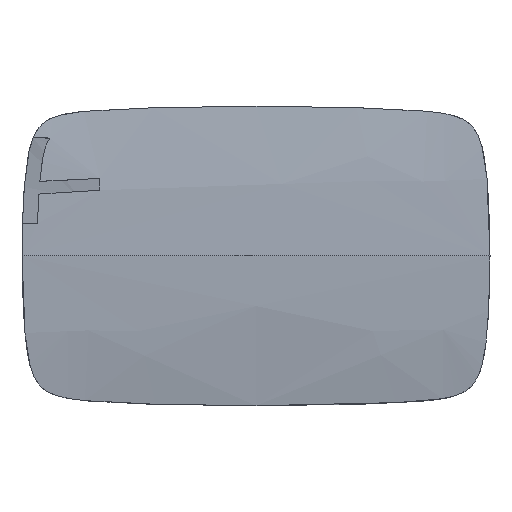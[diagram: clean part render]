
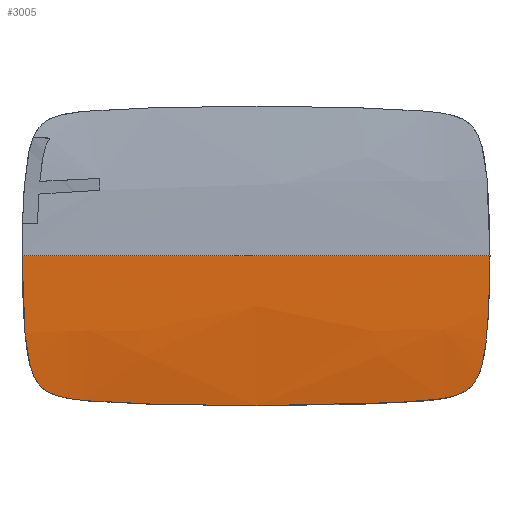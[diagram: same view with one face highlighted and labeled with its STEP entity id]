
A CAD part, top view. The second image highlights one B-rep face of the part: STEP entity #3005.
In plain terms, the highlighted free-form (B-spline) face has degree [3, 1] with [11, 2] control points.
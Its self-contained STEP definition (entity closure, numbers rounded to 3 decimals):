
#2606 = VERTEX_POINT('',#2607);
#2607 = CARTESIAN_POINT('',(0.,0.,
    7.237));
#2750 = VERTEX_POINT('',#2751);
#2751 = CARTESIAN_POINT('',(88.514,0.,
    7.237));
#2904 = VERTEX_POINT('',#2905);
#2905 = CARTESIAN_POINT('',(44.257,-28.325,
    4.92));
#2910 = EDGE_CURVE('',#2904,#2750,#2911,.T.);
#2911 = B_SPLINE_CURVE_WITH_KNOTS('',3,(#2912,#2913,#2914,#2915,#2916,
    #2917,#2918,#2919,#2920,#2921,#2922,#2923,#2924,#2925,#2926,#2927,
    #2928,#2929,#2930,#2931,#2932,#2933,#2934,#2935,#2936,#2937,#2938,
    #2939,#2940,#2941,#2942,#2943,#2944,#2945,#2946,#2947,#2948,#2949),
  .UNSPECIFIED.,.F.,.F.,(4,2,2,2,2,2,2,2,2,2,2,2,2,2,2,2,2,2,4),(
    -0.021,-0.009,-0.003,
    0.,0.003,0.004,
    0.006,0.006,0.007,
    0.008,0.009,0.009,
    0.01,0.011,0.013,
    0.014,0.017,0.02,
    0.026),.UNSPECIFIED.);
#2912 = CARTESIAN_POINT('',(44.257,-28.325,
    4.92));
#2913 = CARTESIAN_POINT('',(49.781,-28.325,
    4.92));
#2914 = CARTESIAN_POINT('',(55.303,-28.275,
    4.932));
#2915 = CARTESIAN_POINT('',(63.586,-28.047,
    4.986));
#2916 = CARTESIAN_POINT('',(66.346,-27.948,
    5.01));
#2917 = CARTESIAN_POINT('',(70.485,-27.756,
    5.056));
#2918 = CARTESIAN_POINT('',(71.864,-27.684,
    5.073));
#2919 = CARTESIAN_POINT('',(74.621,-27.523,
    5.112));
#2920 = CARTESIAN_POINT('',(76.,-27.44,
    5.132));
#2921 = CARTESIAN_POINT('',(78.053,-27.227,
    5.181));
#2922 = CARTESIAN_POINT('',(78.735,-27.141,
    5.201));
#2923 = CARTESIAN_POINT('',(80.09,-26.915,
    5.251));
#2924 = CARTESIAN_POINT('',(80.763,-26.777,
    5.281));
#2925 = CARTESIAN_POINT('',(81.761,-26.499,
    5.34));
#2926 = CARTESIAN_POINT('',(82.092,-26.395,
    5.361));
#2927 = CARTESIAN_POINT('',(82.748,-26.152,
    5.41));
#2928 = CARTESIAN_POINT('',(83.074,-26.011,
    5.438));
#2929 = CARTESIAN_POINT('',(83.693,-25.686,
    5.5));
#2930 = CARTESIAN_POINT('',(83.989,-25.501,
    5.534));
#2931 = CARTESIAN_POINT('',(84.546,-25.078,
    5.609));
#2932 = CARTESIAN_POINT('',(84.809,-24.838,
    5.65));
#2933 = CARTESIAN_POINT('',(85.28,-24.324,
    5.733));
#2934 = CARTESIAN_POINT('',(85.492,-24.049,
    5.776));
#2935 = CARTESIAN_POINT('',(85.875,-23.466,
    5.86));
#2936 = CARTESIAN_POINT('',(86.048,-23.157,
    5.903));
#2937 = CARTESIAN_POINT('',(86.506,-22.215,
    6.026));
#2938 = CARTESIAN_POINT('',(86.739,-21.56,
    6.102));
#2939 = CARTESIAN_POINT('',(87.124,-20.22,
    6.244));
#2940 = CARTESIAN_POINT('',(87.275,-19.534,
    6.312));
#2941 = CARTESIAN_POINT('',(87.524,-18.159,
    6.44));
#2942 = CARTESIAN_POINT('',(87.624,-17.468,6.5
    ));
#2943 = CARTESIAN_POINT('',(87.885,-15.39,
    6.671));
#2944 = CARTESIAN_POINT('',(88.009,-13.998,
    6.771));
#2945 = CARTESIAN_POINT('',(88.21,-11.206,
    6.941));
#2946 = CARTESIAN_POINT('',(88.285,-9.807,7.012
    ));
#2947 = CARTESIAN_POINT('',(88.461,-5.608,
    7.181));
#2948 = CARTESIAN_POINT('',(88.514,-2.806,
    7.237));
#2949 = CARTESIAN_POINT('',(88.514,0.,
    7.237));
#3005 = ADVANCED_FACE('',(#3006),#3053,.T.);
#3006 = FACE_BOUND('',#3007,.T.);
#3007 = EDGE_LOOP('',(#3008,#3047,#3048));
#3008 = ORIENTED_EDGE('',*,*,#3009,.T.);
#3009 = EDGE_CURVE('',#2606,#2904,#3010,.T.);
#3010 = B_SPLINE_CURVE_WITH_KNOTS('',3,(#3011,#3012,#3013,#3014,#3015,
    #3016,#3017,#3018,#3019,#3020,#3021,#3022,#3023,#3024,#3025,#3026,
    #3027,#3028,#3029,#3030,#3031,#3032,#3033,#3034,#3035,#3036,#3037,
    #3038,#3039,#3040,#3041,#3042,#3043,#3044,#3045,#3046),
  .UNSPECIFIED.,.F.,.F.,(4,2,2,2,2,2,2,2,2,2,2,2,2,2,2,2,2,4),(
    0.,0.006,0.009,
    0.012,0.013,0.015,
    0.016,0.017,0.018,
    0.018,0.019,0.021,
    0.022,0.024,0.027,
    0.03,0.035,0.047),
  .UNSPECIFIED.);
#3011 = CARTESIAN_POINT('',(0.,0.,
    7.237));
#3012 = CARTESIAN_POINT('',(0.,-2.791,
    7.237));
#3013 = CARTESIAN_POINT('',(0.052,-5.582,
    7.182));
#3014 = CARTESIAN_POINT('',(0.226,-9.76,
    7.014));
#3015 = CARTESIAN_POINT('',(0.301,-11.151,
    6.944));
#3016 = CARTESIAN_POINT('',(0.499,-13.927,
    6.776));
#3017 = CARTESIAN_POINT('',(0.621,-15.312,
    6.677));
#3018 = CARTESIAN_POINT('',(0.878,-17.382,
    6.508));
#3019 = CARTESIAN_POINT('',(0.977,-18.072,6.448
    ));
#3020 = CARTESIAN_POINT('',(1.22,-19.441,
    6.321));
#3021 = CARTESIAN_POINT('',(1.366,-20.119,6.255)
  );
#3022 = CARTESIAN_POINT('',(1.741,-21.457,
    6.113));
#3023 = CARTESIAN_POINT('',(1.971,-22.116,
    6.037));
#3024 = CARTESIAN_POINT('',(2.411,-23.052,
    5.917));
#3025 = CARTESIAN_POINT('',(2.575,-23.355,
    5.876));
#3026 = CARTESIAN_POINT('',(2.946,-23.941,5.792
    ));
#3027 = CARTESIAN_POINT('',(3.154,-24.224,
    5.749));
#3028 = CARTESIAN_POINT('',(3.611,-24.744,5.666)
  );
#3029 = CARTESIAN_POINT('',(3.86,-24.982,
    5.626));
#3030 = CARTESIAN_POINT('',(4.402,-25.416,
    5.55));
#3031 = CARTESIAN_POINT('',(4.697,-25.61,
    5.514));
#3032 = CARTESIAN_POINT('',(5.607,-26.114,
    5.419));
#3033 = CARTESIAN_POINT('',(6.26,-26.353,
    5.37));
#3034 = CARTESIAN_POINT('',(7.602,-26.743,
    5.289));
#3035 = CARTESIAN_POINT('',(8.28,-26.887,5.257)
  );
#3036 = CARTESIAN_POINT('',(9.643,-27.122,
    5.205));
#3037 = CARTESIAN_POINT('',(10.329,-27.211,
    5.185));
#3038 = CARTESIAN_POINT('',(12.391,-27.431,
    5.134));
#3039 = CARTESIAN_POINT('',(13.775,-27.515,
    5.114));
#3040 = CARTESIAN_POINT('',(16.543,-27.678,
    5.075));
#3041 = CARTESIAN_POINT('',(17.927,-27.751,
    5.058));
#3042 = CARTESIAN_POINT('',(22.081,-27.944,
    5.011));
#3043 = CARTESIAN_POINT('',(24.852,-28.045,
    4.987));
#3044 = CARTESIAN_POINT('',(33.165,-28.274,
    4.932));
#3045 = CARTESIAN_POINT('',(38.711,-28.325,
    4.92));
#3046 = CARTESIAN_POINT('',(44.257,-28.325,
    4.92));
#3047 = ORIENTED_EDGE('',*,*,#2910,.T.);
#3048 = ORIENTED_EDGE('',*,*,#3049,.F.);
#3049 = EDGE_CURVE('',#2606,#2750,#3050,.T.);
#3050 = B_SPLINE_CURVE_WITH_KNOTS('',1,(#3051,#3052),.UNSPECIFIED.,.F.,
  .F.,(2,2),(0.028,62.528),
  .PIECEWISE_BEZIER_KNOTS.);
#3051 = CARTESIAN_POINT('',(0.,0.,7.237));
#3052 = CARTESIAN_POINT('',(88.514,0.,
    7.237));
#3053 = B_SPLINE_SURFACE_WITH_KNOTS('',3,1,(
    (#3054,#3055)
    ,(#3056,#3057)
    ,(#3058,#3059)
    ,(#3060,#3061)
    ,(#3062,#3063)
    ,(#3064,#3065)
    ,(#3066,#3067)
    ,(#3068,#3069)
    ,(#3070,#3071)
    ,(#3072,#3073)
    ,(#3074,#3075
    )),.UNSPECIFIED.,.F.,.F.,.F.,(4,1,3,3,4),(2,2),(0.,0.71,1.
    ,1.015,1.033),(0.,1.),.UNSPECIFIED.);
#3054 = CARTESIAN_POINT('',(-0.531,0.,
    7.237));
#3055 = CARTESIAN_POINT('',(89.045,0.,
    7.237));
#3056 = CARTESIAN_POINT('',(-0.531,-6.509,
    7.237));
#3057 = CARTESIAN_POINT('',(89.045,-6.509,
    7.237));
#3058 = CARTESIAN_POINT('',(-0.531,-15.815,
    6.813));
#3059 = CARTESIAN_POINT('',(89.045,-15.815,
    6.813));
#3060 = CARTESIAN_POINT('',(-0.531,-24.967,
    5.724));
#3061 = CARTESIAN_POINT('',(89.045,-24.967,
    5.724));
#3062 = CARTESIAN_POINT('',(-0.531,-27.588,
    5.096));
#3063 = CARTESIAN_POINT('',(89.045,-27.588,
    5.096));
#3064 = CARTESIAN_POINT('',(-0.531,-27.727,
    5.063));
#3065 = CARTESIAN_POINT('',(89.045,-27.727,
    5.063));
#3066 = CARTESIAN_POINT('',(-0.531,-27.865,
    5.03));
#3067 = CARTESIAN_POINT('',(89.045,-27.865,
    5.03));
#3068 = CARTESIAN_POINT('',(-0.531,-28.003,
    4.997));
#3069 = CARTESIAN_POINT('',(89.045,-28.003,
    4.997));
#3070 = CARTESIAN_POINT('',(-0.531,-28.166,
    4.958));
#3071 = CARTESIAN_POINT('',(89.045,-28.166,
    4.958));
#3072 = CARTESIAN_POINT('',(-0.531,-28.329,
    4.919));
#3073 = CARTESIAN_POINT('',(89.045,-28.329,
    4.919));
#3074 = CARTESIAN_POINT('',(-0.531,-28.492,
    4.88));
#3075 = CARTESIAN_POINT('',(89.045,-28.492,
    4.88));
